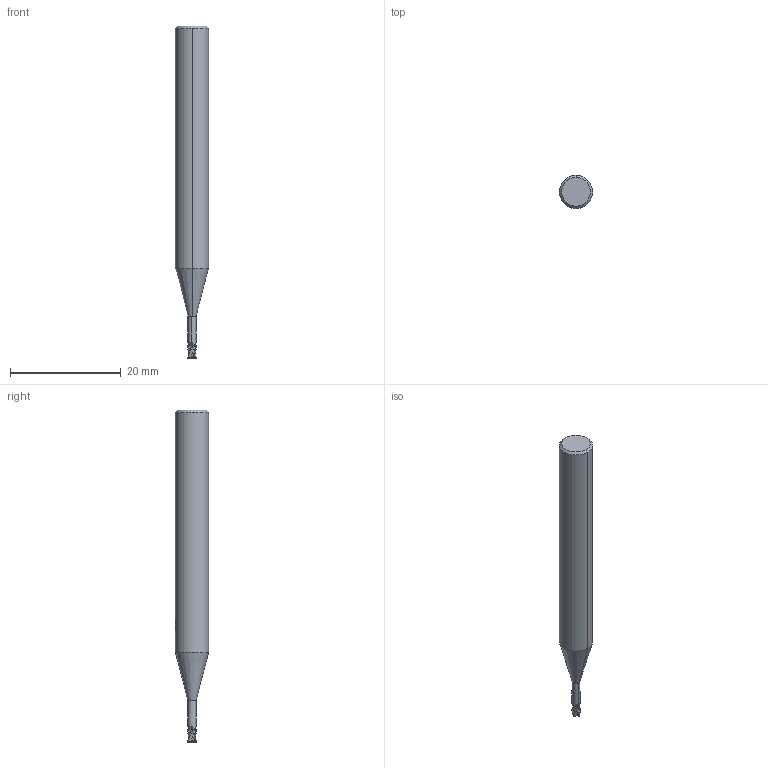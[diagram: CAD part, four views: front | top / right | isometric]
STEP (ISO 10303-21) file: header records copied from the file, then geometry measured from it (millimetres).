
FILE_DESCRIPTION(('no description'),'unknown implementation level');
FILE_NAME('solidkV_n56vIkUYYfGQuuDzy8UiJbuk_1.STP',' ',('CIM GmbH Aachen'),('CADClick - KiM GmbH - www.kimweb.de'),'unknown preprocess','ACIS','unknown authorization');
FILE_SCHEMA(('automotive_design'));
Length unit declared in the file: millimetre
Products named in the file (2): 1; 2
Bounding box: 6 x 6 x 60 mm (x, y, z)
Volume: 1353.9 mm3; surface area: 1002.9 mm2
Topology: 2 solids, 2 shells, 111 faces, 321 edges, 214 vertices
Faces by surface type: plane 44, bspline 28, cylinder 17, revolution 12, cone 10
Entity records: 10631 total; most frequent: CARTESIAN_POINT 4345, STYLED_ITEM 648, PRESENTATION_STYLE_ASSIGNMENT 648, COLOUR_RGB 648, ORIENTED_EDGE 642, DIRECTION 444, EDGE_CURVE 321, CURVE_STYLE 321
